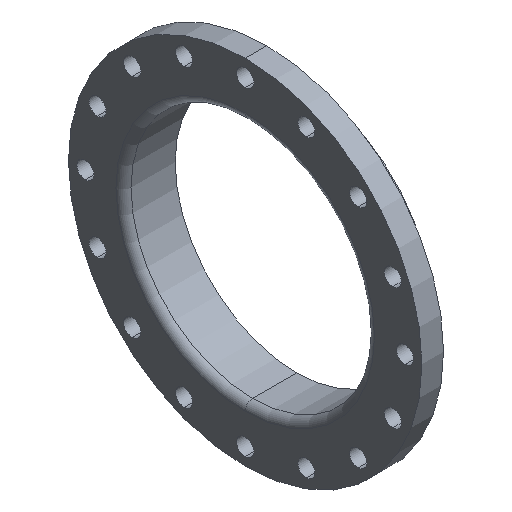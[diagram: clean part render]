
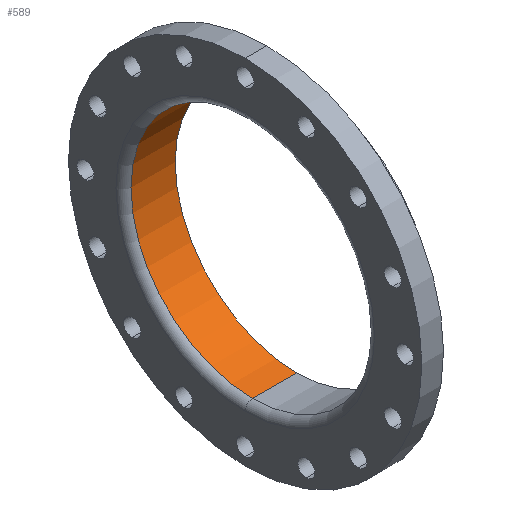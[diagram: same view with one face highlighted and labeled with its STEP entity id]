
A CAD part, isometric view. The second image highlights one B-rep face of the part: STEP entity #589.
In plain terms, the highlighted cylindrical face has radius 205.581 mm (diameter 411.162 mm), a partial arc.
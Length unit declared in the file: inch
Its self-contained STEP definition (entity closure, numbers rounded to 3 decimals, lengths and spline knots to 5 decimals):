
#124 = CARTESIAN_POINT ( 'NONE',  ( 0.61236, 0., 0. ) ) ;
#154 = CARTESIAN_POINT ( 'NONE',  ( 0., 0., 0. ) ) ;
#233 = DIRECTION ( 'NONE',  ( 0., 0., 1. ) ) ;
#348 = CARTESIAN_POINT ( 'NONE',  ( 0., 0., -8.09375 ) ) ;
#467 = CIRCLE ( 'NONE', #668, 8.09375 ) ;
#469 = VECTOR ( 'NONE', #841, 39.37008 ) ;
#516 = VERTEX_POINT ( 'NONE', #1526 ) ;
#539 = DIRECTION ( 'NONE',  ( 0., 0., 1. ) ) ;
#578 = CARTESIAN_POINT ( 'NONE',  ( 0., 0., 8.09375 ) ) ;
#589 = ADVANCED_FACE ( 'NONE', ( #1401 ), #1071, .F. ) ;
#592 = AXIS2_PLACEMENT_3D ( 'NONE', #154, #1408, #539 ) ;
#617 = AXIS2_PLACEMENT_3D ( 'NONE', #1103, #721, #233 ) ;
#618 = CARTESIAN_POINT ( 'NONE',  ( 3.54986, 0., 8.09375 ) ) ;
#659 = ORIENTED_EDGE ( 'NONE', *, *, #1156, .T. ) ;
#668 = AXIS2_PLACEMENT_3D ( 'NONE', #124, #1141, #1145 ) ;
#704 = VERTEX_POINT ( 'NONE', #1471 ) ;
#710 = VERTEX_POINT ( 'NONE', #618 ) ;
#721 = DIRECTION ( 'NONE',  ( -1., 0., 0. ) ) ;
#807 = EDGE_CURVE ( 'NONE', #710, #704, #1234, .T. ) ;
#808 = ORIENTED_EDGE ( 'NONE', *, *, #807, .F. ) ;
#836 = EDGE_LOOP ( 'NONE', ( #1421, #808, #659, #1276 ) ) ;
#841 = DIRECTION ( 'NONE',  ( -1., 0., 0. ) ) ;
#842 = EDGE_CURVE ( 'NONE', #860, #516, #467, .T. ) ;
#860 = VERTEX_POINT ( 'NONE', #897 ) ;
#897 = CARTESIAN_POINT ( 'NONE',  ( 0.61236, 0., 8.09375 ) ) ;
#1061 = DIRECTION ( 'NONE',  ( -1., 0., 0. ) ) ;
#1071 = CYLINDRICAL_SURFACE ( 'NONE', #592, 8.09375 ) ;
#1093 = EDGE_CURVE ( 'NONE', #704, #516, #1454, .T. ) ;
#1103 = CARTESIAN_POINT ( 'NONE',  ( 3.54986, 0., 0. ) ) ;
#1141 = DIRECTION ( 'NONE',  ( -1., 0., 0. ) ) ;
#1145 = DIRECTION ( 'NONE',  ( 0., 0., 1. ) ) ;
#1156 = EDGE_CURVE ( 'NONE', #710, #860, #1554, .T. ) ;
#1234 = CIRCLE ( 'NONE', #617, 8.09375 ) ;
#1276 = ORIENTED_EDGE ( 'NONE', *, *, #842, .T. ) ;
#1401 = FACE_OUTER_BOUND ( 'NONE', #836, .T. ) ;
#1408 = DIRECTION ( 'NONE',  ( -1., 0., 0. ) ) ;
#1421 = ORIENTED_EDGE ( 'NONE', *, *, #1093, .F. ) ;
#1454 = LINE ( 'NONE', #348, #469 ) ;
#1466 = VECTOR ( 'NONE', #1061, 39.37008 ) ;
#1471 = CARTESIAN_POINT ( 'NONE',  ( 3.54986, 0., -8.09375 ) ) ;
#1526 = CARTESIAN_POINT ( 'NONE',  ( 0.61236, 0., -8.09375 ) ) ;
#1554 = LINE ( 'NONE', #578, #1466 ) ;
